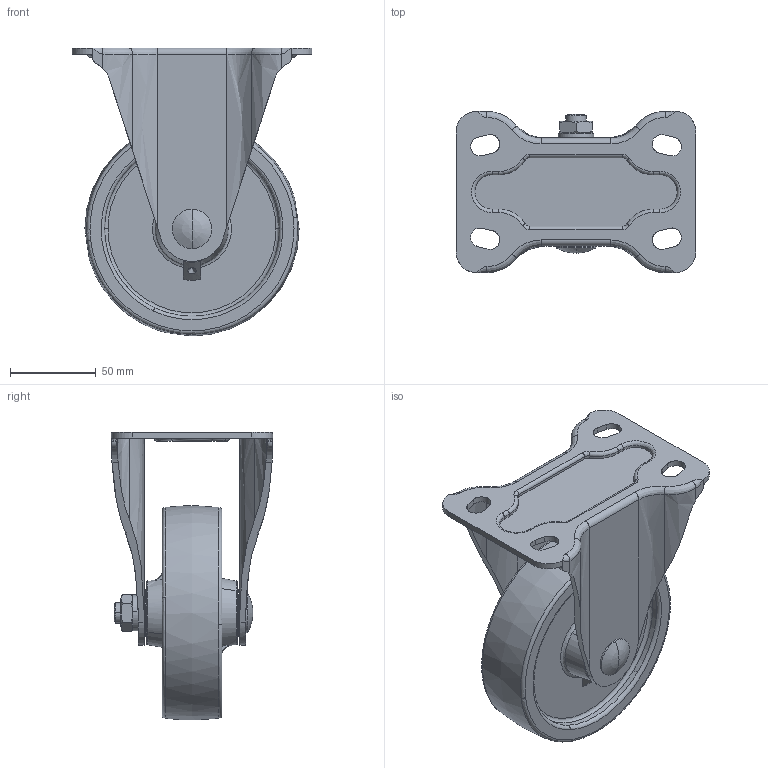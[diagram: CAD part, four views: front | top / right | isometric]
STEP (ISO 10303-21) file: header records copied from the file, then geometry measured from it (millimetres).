
FILE_DESCRIPTION((''),'2;1');
FILE_NAME('','2008-05-01T20:51:59',(''),(''),'','CADfix','');
FILE_SCHEMA(('AUTOMOTIVE_DESIGN { 1 0 10303 214 1 1 1 1 }'));
Length unit declared in the file: millimetre
Bounding box: 140 x 94 x 167.99 mm (x, y, z)
Volume: 443590.1 mm3; surface area: 110020.4 mm2
Topology: 3 solids, 3 shells, 231 faces, 684 edges, 463 vertices
Faces by surface type: bspline 231
Entity records: 10327 total; most frequent: CARTESIAN_POINT 6640, ORIENTED_EDGE 1348, EDGE_CURVE 674, VERTEX_POINT 463, EDGE_LOOP 259, FACE_OUTER_BOUND 231, ADVANCED_FACE 231, QUASI_UNIFORM_CURVE 218
